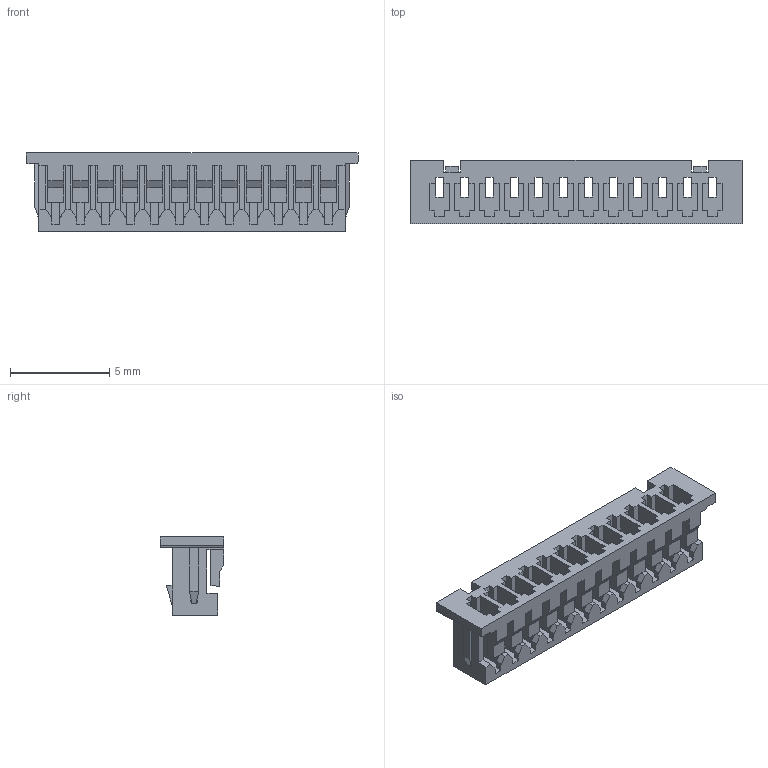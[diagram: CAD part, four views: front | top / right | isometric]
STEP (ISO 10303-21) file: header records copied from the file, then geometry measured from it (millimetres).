
FILE_DESCRIPTION(/* description */ ('Unknown'),/* implementation_level */ '2;1');
FILE_NAME(/* name */ '653012113322',/* time_stamp */ '2018-06-01T10:44:58+02:00',/* author */ ('Unknown'),/* organization */ ('Unknown'),/* preprocessor_version */ 'ST-DEVELOPER v16.7',/* originating_system */ 'DEX',/* authorisation */ $);
FILE_SCHEMA (('AUTOMOTIVE_DESIGN {1 0 10303 214 3 1 1}'));
Length unit declared in the file: millimetre
Products named in the file (2): 6530xx113322; 653012113322
Assembly tree (1 placements, depth 2):
  6530xx113322
    653012113322
Bounding box: 16.75 x 3.2 x 3.95 mm (x, y, z)
Volume: 73.1 mm3; surface area: 498.2 mm2
Topology: 1 solids, 1 shells, 475 faces, 1471 edges, 964 vertices
Faces by surface type: plane 470, cylinder 5
Entity records: 16118 total; most frequent: ORIENTED_EDGE 2942, CARTESIAN_POINT 2912, DIRECTION 2433, EDGE_CURVE 1471, LINE 1463, VECTOR 1463, VERTEX_POINT 964, EDGE_LOOP 489
